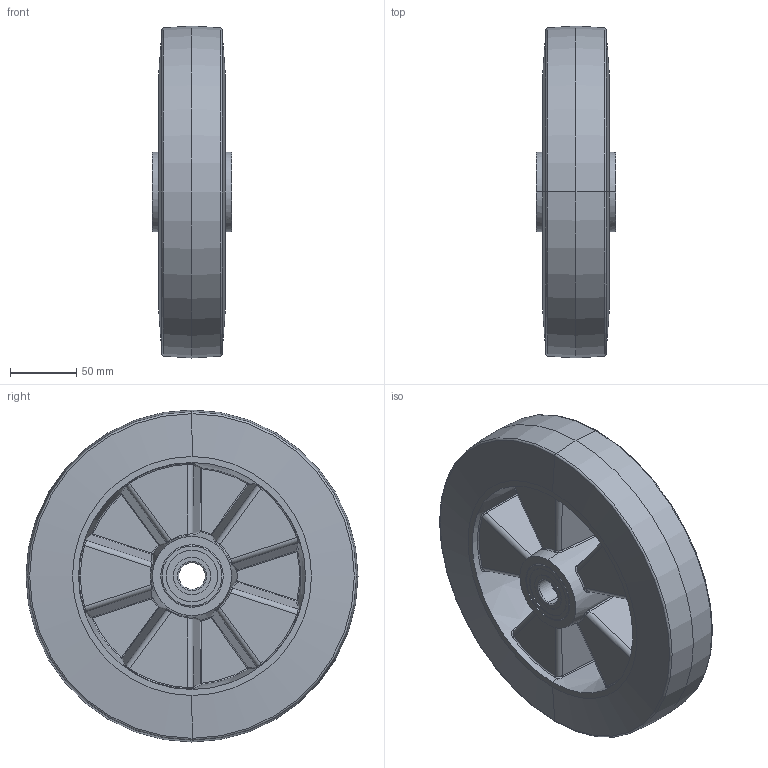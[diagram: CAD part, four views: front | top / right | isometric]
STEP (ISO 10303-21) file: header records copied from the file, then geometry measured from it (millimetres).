
FILE_DESCRIPTION (( 'STEP AP214' ), '1' );
FILE_NAME ('0019001_EGA-250-50-60-K20.STEP', '2017-06-01T13:19:26', ( '' ), ( '' ), 'SwSTEP 2.0', 'SolidWorks 2016', '' );
FILE_SCHEMA (( 'AUTOMOTIVE_DESIGN' ));
Length unit declared in the file: millimetre
Products named in the file (1): 0019001_EGA-250-50-60-K20
Bounding box: 60 x 250 x 250 mm (x, y, z)
Volume: 1575484.4 mm3; surface area: 273063.2 mm2
Topology: 9 solids, 9 shells, 390 faces, 824 edges, 458 vertices
Faces by surface type: cylinder 94, bspline 80, torus 76, plane 64, sphere 60, cone 16
Entity records: 17694 total; most frequent: CARTESIAN_POINT 5269, DIRECTION 1784, ORIENTED_EDGE 1648, EDGE_CURVE 824, AXIS2_PLACEMENT_3D 817, CIRCLE 506, VERTEX_POINT 458, EDGE_LOOP 414
